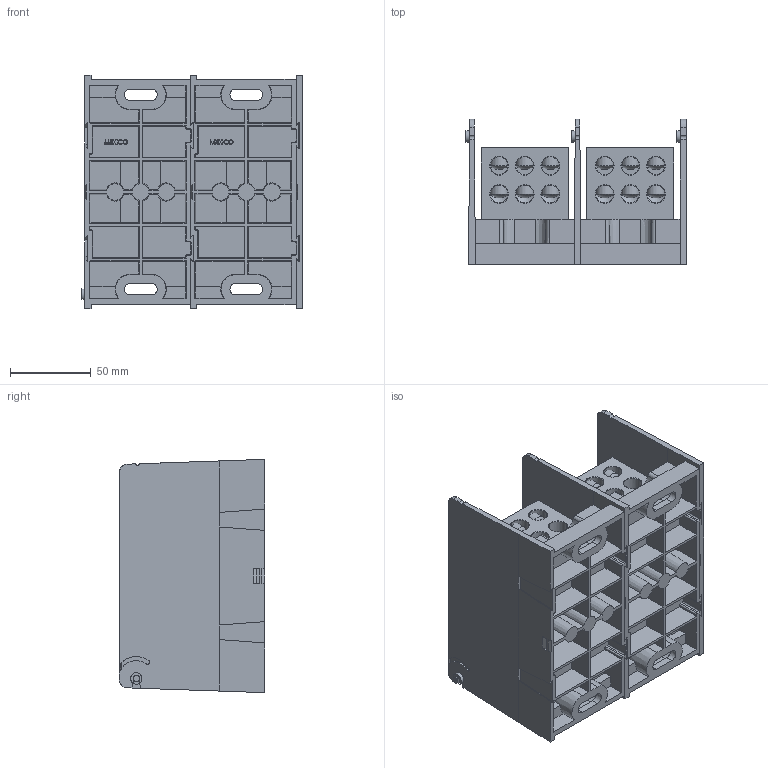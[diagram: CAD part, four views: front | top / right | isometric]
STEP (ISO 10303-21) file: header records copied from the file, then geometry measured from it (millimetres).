
FILE_DESCRIPTION (( 'STEP AP214' ), '1' );
FILE_NAME ('702017rev-2P.STEP', '2019-02-14T16:48:11', ( '' ), ( '' ), 'SwSTEP 2.0', 'SolidWorks 2017', '' );
FILE_SCHEMA (( 'AUTOMOTIVE_DESIGN' ));
Length unit declared in the file: inch
Products named in the file (2): 702017rev-2P
Bounding box: 136.78 x 90.17 x 144.78 mm (x, y, z)
Volume: 592882 mm3; surface area: 275659.7 mm2
Topology: 23 solids, 23 shells, 1281 faces, 3292 edges, 2150 vertices
Faces by surface type: plane 703, cylinder 290, cone 222, bspline 42, torus 24
Full cylindrical faces by diameter (mm): 4.064 x1, 4.928 x2, 6.909 x4, 7.112 x1, 9.921 x12, 10.795 x4, 11.112 x12, 11.125 x12, 12.7 x4, 26.475 x28, 26.591 x2, 28.372 x26, 30.937 x2
Entity records: 69442 total; most frequent: CARTESIAN_POINT 24419, ORIENTED_EDGE 5752, DIRECTION 5302, EDGE_CURVE 2876, VERTEX_POINT 1994, LINE 1832, VECTOR 1832, AXIS2_PLACEMENT_3D 1735
